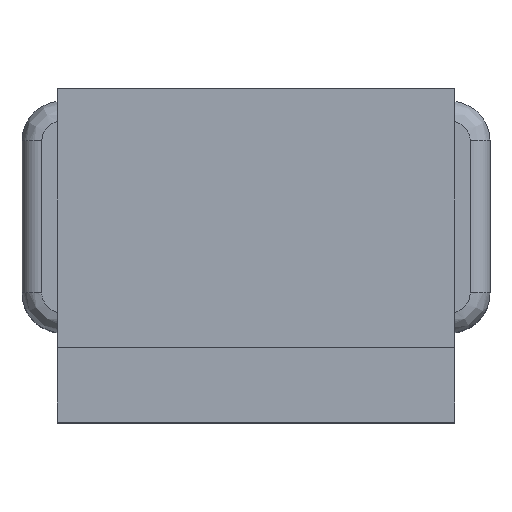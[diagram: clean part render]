
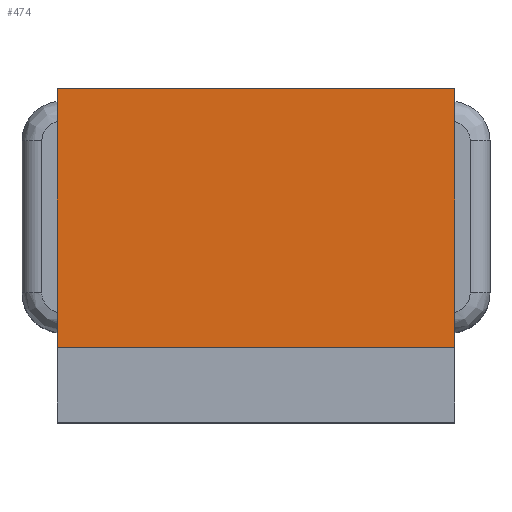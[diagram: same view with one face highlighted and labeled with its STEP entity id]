
A CAD part, top view. The second image highlights one B-rep face of the part: STEP entity #474.
In plain terms, the highlighted planar face has unit normal (0, 0, 1).
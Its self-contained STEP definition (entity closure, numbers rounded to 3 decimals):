
#74 = EDGE_CURVE ( 'NONE', #614, #1382, #1828, .T. ) ;
#222 = LINE ( 'NONE', #2446, #2058 ) ;
#227 = DIRECTION ( 'NONE',  ( 0., -1., 0. ) ) ;
#316 = ORIENTED_EDGE ( 'NONE', *, *, #74, .T. ) ;
#450 = DIRECTION ( 'NONE',  ( -1., 0., 0. ) ) ;
#474 = ADVANCED_FACE ( 'NONE', ( #867 ), #2269, .F. ) ;
#483 = CARTESIAN_POINT ( 'NONE',  ( -0.5, 0.178, 0.89 ) ) ;
#525 = ORIENTED_EDGE ( 'NONE', *, *, #1486, .T. ) ;
#567 = CARTESIAN_POINT ( 'NONE',  ( 0.5, 0.178, 0.89 ) ) ;
#614 = VERTEX_POINT ( 'NONE', #2283 ) ;
#672 = DIRECTION ( 'NONE',  ( 0., 1., 0. ) ) ;
#713 = DIRECTION ( 'NONE',  ( 0., 0., -1. ) ) ;
#867 = FACE_OUTER_BOUND ( 'NONE', #1838, .T. ) ;
#999 = LINE ( 'NONE', #1652, #1272 ) ;
#1194 = CARTESIAN_POINT ( 'NONE',  ( -0.5, 0.824, 0.89 ) ) ;
#1270 = EDGE_CURVE ( 'NONE', #1975, #1382, #1331, .T. ) ;
#1272 = VECTOR ( 'NONE', #672, 1000. ) ;
#1331 = LINE ( 'NONE', #2324, #1628 ) ;
#1382 = VERTEX_POINT ( 'NONE', #483 ) ;
#1469 = CARTESIAN_POINT ( 'NONE',  ( -0.5, 0.824, 0.89 ) ) ;
#1484 = DIRECTION ( 'NONE',  ( -1., 0., 0. ) ) ;
#1486 = EDGE_CURVE ( 'NONE', #1975, #2497, #999, .T. ) ;
#1508 = ORIENTED_EDGE ( 'NONE', *, *, #1815, .F. ) ;
#1581 = ORIENTED_EDGE ( 'NONE', *, *, #1270, .F. ) ;
#1628 = VECTOR ( 'NONE', #450, 1000. ) ;
#1649 = CARTESIAN_POINT ( 'NONE',  ( 0.5, 0.829, 0.89 ) ) ;
#1652 = CARTESIAN_POINT ( 'NONE',  ( 0.5, 0.824, 0.89 ) ) ;
#1656 = DIRECTION ( 'NONE',  ( 1., 0., 0. ) ) ;
#1768 = AXIS2_PLACEMENT_3D ( 'NONE', #1469, #713, #1484 ) ;
#1815 = EDGE_CURVE ( 'NONE', #614, #2497, #222, .T. ) ;
#1828 = LINE ( 'NONE', #1194, #2188 ) ;
#1838 = EDGE_LOOP ( 'NONE', ( #525, #1508, #316, #1581 ) ) ;
#1975 = VERTEX_POINT ( 'NONE', #567 ) ;
#2058 = VECTOR ( 'NONE', #1656, 1000. ) ;
#2188 = VECTOR ( 'NONE', #227, 1000. ) ;
#2269 = PLANE ( 'NONE',  #1768 ) ;
#2283 = CARTESIAN_POINT ( 'NONE',  ( -0.5, 0.829, 0.89 ) ) ;
#2324 = CARTESIAN_POINT ( 'NONE',  ( -0.5, 0.178, 0.89 ) ) ;
#2446 = CARTESIAN_POINT ( 'NONE',  ( 0.5, 0.829, 0.89 ) ) ;
#2497 = VERTEX_POINT ( 'NONE', #1649 ) ;
